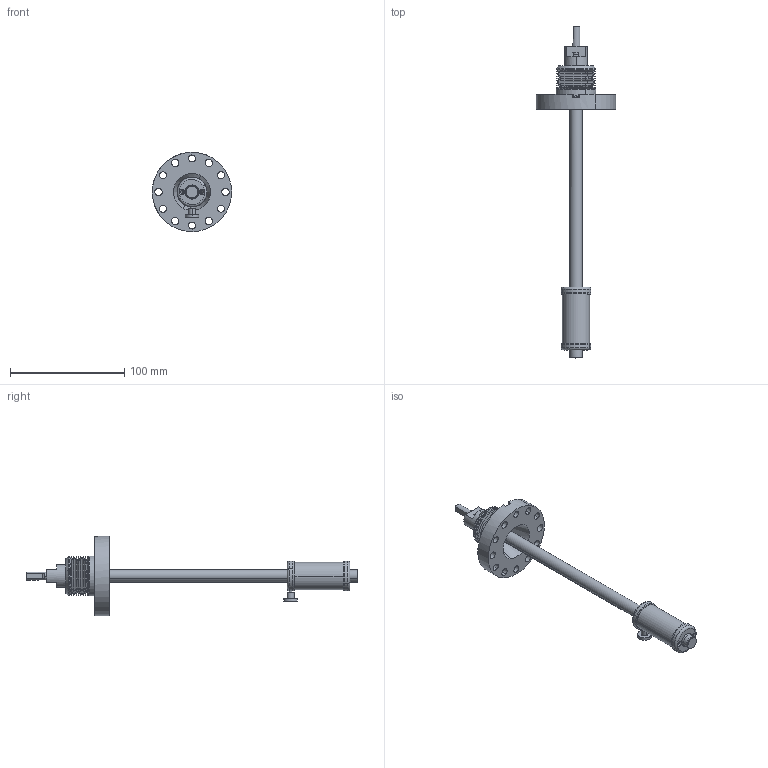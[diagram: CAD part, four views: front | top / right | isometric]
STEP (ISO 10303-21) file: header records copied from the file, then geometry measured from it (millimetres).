
FILE_DESCRIPTION(('CATIA V5 STEP Exchange'),'2;1');
FILE_NAME('WM40-0150-0060.stp','2011-10-14T09:45:59+00:00',('none'),('none'),'CATIA Version 5 Release 20 SP 1 (IN-10)','CATIA V5 STEP AP214','none');
FILE_SCHEMA(('AUTOMOTIVE_DESIGN { 1 0 10303 214 1 1 1 1 }'));
Length unit declared in the file: millimetre
Products named in the file (1): WM40-150-60
Bounding box: 69.48 x 290.6 x 69.49 mm (x, y, z)
Volume: 60994.7 mm3; surface area: 56809.5 mm2
Topology: 2 solids, 4 shells, 290 faces, 743 edges, 464 vertices
Faces by surface type: cylinder 125, cone 101, plane 50, torus 10, sphere 4
Entity records: 9539 total; most frequent: CARTESIAN_POINT 2166, ORIENTED_EDGE 1466, DIRECTION 1173, EDGE_CURVE 733, AXIS2_PLACEMENT_3D 643, VERTEX_POINT 464, CIRCLE 381, EDGE_LOOP 351
